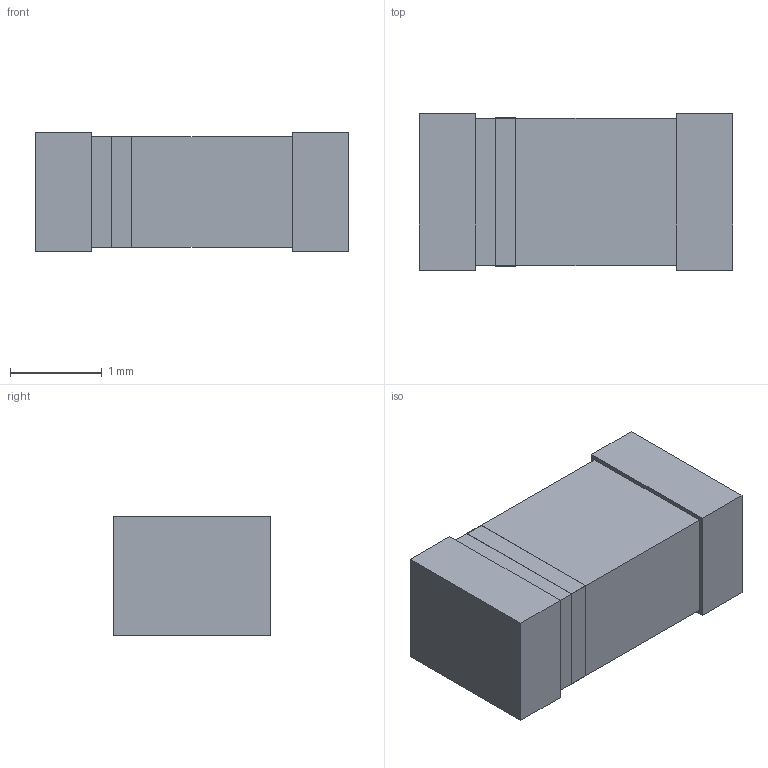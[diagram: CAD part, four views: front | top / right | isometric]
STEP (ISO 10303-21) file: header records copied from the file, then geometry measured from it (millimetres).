
FILE_DESCRIPTION(('STEP AP214'),'1');
FILE_NAME('LED_CMD15-21_VCC','2026-01-22T03:09:17',(''),(''),'','','');
FILE_SCHEMA(('AUTOMOTIVE_DESIGN'));
Length unit declared in the file: millimetre
Products named in the file (1): product
Bounding box: 3.4 x 1.7 x 1.29 mm (x, y, z)
Volume: 6.9 mm3; surface area: 34.7 mm2
Topology: 4 solids, 4 shells, 30 faces, 64 edges, 40 vertices
Faces by surface type: plane 30
Entity records: 916 total; most frequent: ORIENTED_EDGE 128, DIRECTION 126, CARTESIAN_POINT 71, EDGE_CURVE 64, LINE 64, VECTOR 64, VERTEX_POINT 40, AXIS2_PLACEMENT_3D 31
